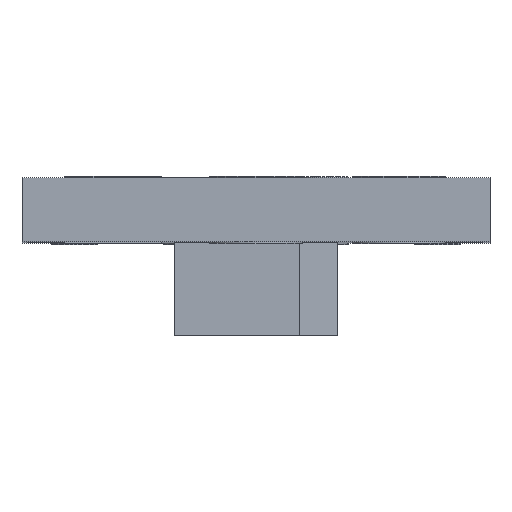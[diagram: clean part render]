
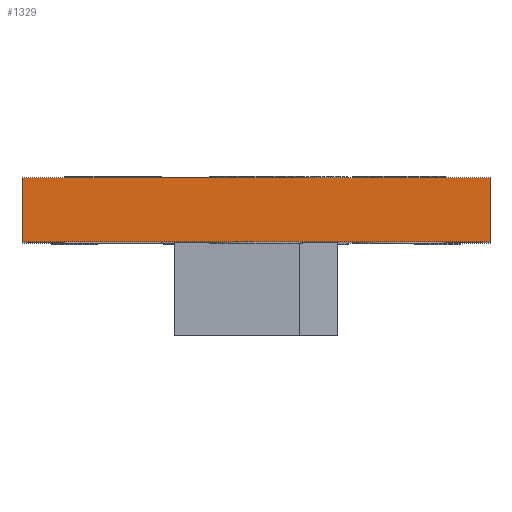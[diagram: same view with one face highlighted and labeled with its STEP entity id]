
A CAD part, top view. The second image highlights one B-rep face of the part: STEP entity #1329.
In plain terms, the highlighted planar face has unit normal (0, 0, 1).
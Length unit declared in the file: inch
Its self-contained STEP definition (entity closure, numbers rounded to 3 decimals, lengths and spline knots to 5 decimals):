
#349 = CARTESIAN_POINT ( 'NONE',  ( -0.153, 0.042, 0.2525 ) ) ;
#1054 = CARTESIAN_POINT ( 'NONE',  ( -0.153, 0., 0.2525 ) ) ;
#1329 = ADVANCED_FACE ( 'NONE', ( #11071 ), #2505, .F. ) ;
#1409 = DIRECTION ( 'NONE',  ( 1., 0., 0. ) ) ;
#2046 = EDGE_CURVE ( 'NONE', #15412, #13122, #23225, .T. ) ;
#2308 = CARTESIAN_POINT ( 'NONE',  ( -0.153, 0.042, 0.2525 ) ) ;
#2505 = PLANE ( 'NONE',  #23287 ) ;
#2719 = DIRECTION ( 'NONE',  ( -1., 0., 0. ) ) ;
#3299 = EDGE_CURVE ( 'NONE', #13122, #3857, #27545, .T. ) ;
#3857 = VERTEX_POINT ( 'NONE', #29892 ) ;
#4698 = DIRECTION ( 'NONE',  ( 0., -1., 0. ) ) ;
#5254 = DIRECTION ( 'NONE',  ( 0., -1., 0. ) ) ;
#5496 = EDGE_CURVE ( 'NONE', #15412, #13088, #9132, .T. ) ;
#6154 = CARTESIAN_POINT ( 'NONE',  ( -0.153, 0.042, 0.2525 ) ) ;
#9132 = LINE ( 'NONE', #6154, #21589 ) ;
#10965 = CARTESIAN_POINT ( 'NONE',  ( -0.153, 0., 0.2525 ) ) ;
#11071 = FACE_OUTER_BOUND ( 'NONE', #14406, .T. ) ;
#11304 = CARTESIAN_POINT ( 'NONE',  ( -0.153, 0.042, 0.2525 ) ) ;
#13088 = VERTEX_POINT ( 'NONE', #15438 ) ;
#13122 = VERTEX_POINT ( 'NONE', #10965 ) ;
#13143 = LINE ( 'NONE', #26450, #25805 ) ;
#14229 = EDGE_CURVE ( 'NONE', #13088, #3857, #13143, .T. ) ;
#14406 = EDGE_LOOP ( 'NONE', ( #19343, #22978, #26162, #27377 ) ) ;
#15412 = VERTEX_POINT ( 'NONE', #11304 ) ;
#15438 = CARTESIAN_POINT ( 'NONE',  ( 0.153, 0.042, 0.2525 ) ) ;
#16921 = DIRECTION ( 'NONE',  ( 0., 0., -1. ) ) ;
#19343 = ORIENTED_EDGE ( 'NONE', *, *, #3299, .T. ) ;
#21589 = VECTOR ( 'NONE', #1409, 39.37008 ) ;
#22978 = ORIENTED_EDGE ( 'NONE', *, *, #14229, .F. ) ;
#23225 = LINE ( 'NONE', #2308, #28796 ) ;
#23287 = AXIS2_PLACEMENT_3D ( 'NONE', #349, #16921, #2719 ) ;
#24805 = DIRECTION ( 'NONE',  ( 1., 0., 0. ) ) ;
#25805 = VECTOR ( 'NONE', #5254, 39.37008 ) ;
#26162 = ORIENTED_EDGE ( 'NONE', *, *, #5496, .F. ) ;
#26450 = CARTESIAN_POINT ( 'NONE',  ( 0.153, 0.042, 0.2525 ) ) ;
#26799 = VECTOR ( 'NONE', #24805, 39.37008 ) ;
#27377 = ORIENTED_EDGE ( 'NONE', *, *, #2046, .T. ) ;
#27545 = LINE ( 'NONE', #1054, #26799 ) ;
#28796 = VECTOR ( 'NONE', #4698, 39.37008 ) ;
#29892 = CARTESIAN_POINT ( 'NONE',  ( 0.153, 0., 0.2525 ) ) ;
